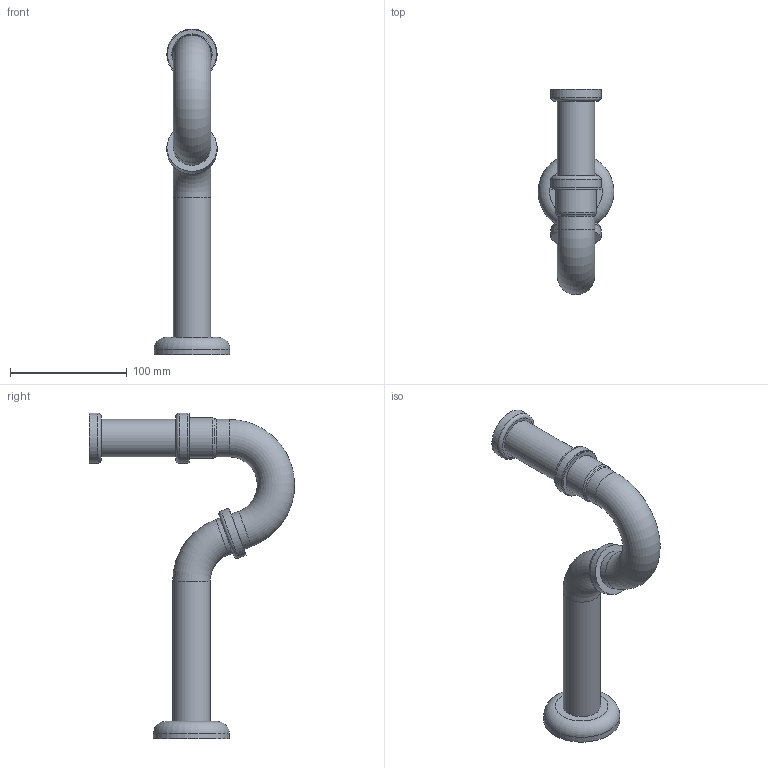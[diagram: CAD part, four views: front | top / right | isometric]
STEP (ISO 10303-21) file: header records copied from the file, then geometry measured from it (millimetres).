
FILE_DESCRIPTION (( 'STEP AP203' ), '1' );
FILE_NAME ('10050970-00.STEP', '2019-07-17T06:51:18', ( '' ), ( '' ), 'SwSTEP 2.0', 'SolidWorks 2017', '' );
FILE_SCHEMA (( 'CONFIG_CONTROL_DESIGN' ));
Length unit declared in the file: millimetre
Products named in the file (2): 10050970-00; Planungsmodell_Geruchverschluss-+-10.050.970-1
Assembly tree (1 placements, depth 2):
  10050970-00
    Planungsmodell_Geruchverschluss-+-10.050.970-1
Bounding box: 65 x 175.48 x 278.83 mm (x, y, z)
Volume: 406658.4 mm3; surface area: 55610.1 mm2
Topology: 1 solids, 1 shells, 28 faces, 48 edges, 29 vertices
Faces by surface type: cylinder 11, plane 9, torus 8
Full cylindrical faces by diameter (mm): 32 x5, 34.5 x1, 41.9 x1, 43 x3, 65 x1
Entity records: 750 total; most frequent: DIRECTION 118, CARTESIAN_POINT 86, AXIS2_PLACEMENT_3D 59, EDGE_LOOP 54, ORIENTED_EDGE 54, FACE_OUTER_BOUND 47, ADVANCED_FACE 28, EDGE_CURVE 27
